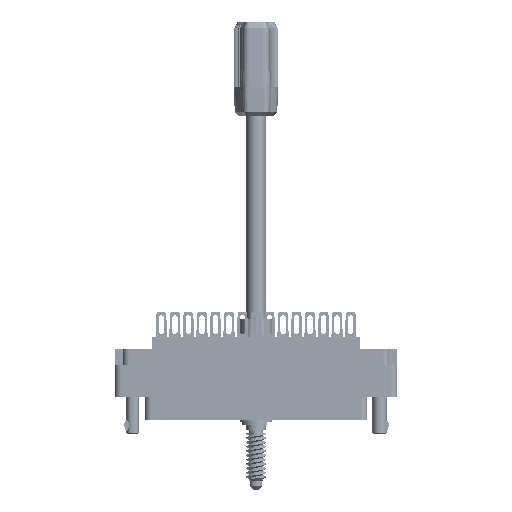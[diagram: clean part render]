
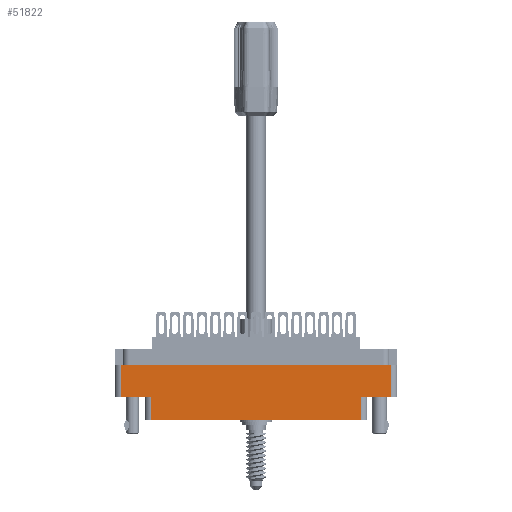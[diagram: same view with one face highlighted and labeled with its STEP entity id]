
A CAD part, front view. The second image highlights one B-rep face of the part: STEP entity #51822.
In plain terms, the highlighted planar face has unit normal (0, -1, 0).
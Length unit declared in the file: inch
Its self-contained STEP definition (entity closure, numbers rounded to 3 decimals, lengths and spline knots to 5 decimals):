
#1806 = DIRECTION ( 'NONE',  ( 0., 0., -1. ) ) ;
#3487 = ORIENTED_EDGE ( 'NONE', *, *, #80540, .F. ) ;
#4318 = AXIS2_PLACEMENT_3D ( 'NONE', #45580, #23866, #1806 ) ;
#4600 = DIRECTION ( 'NONE',  ( 1., 0., 0. ) ) ;
#5654 = LINE ( 'NONE', #8367, #68427 ) ;
#7375 = VERTEX_POINT ( 'NONE', #43537 ) ;
#7447 = ORIENTED_EDGE ( 'NONE', *, *, #46641, .F. ) ;
#8367 = CARTESIAN_POINT ( 'NONE',  ( -1.359, -0.617, -0.798 ) ) ;
#8885 = VECTOR ( 'NONE', #50917, 39.37008 ) ;
#9183 = CARTESIAN_POINT ( 'NONE',  ( -1.006, -0.617, -0.578 ) ) ;
#11397 = CARTESIAN_POINT ( 'NONE',  ( 1.006, -0.617, -0.798 ) ) ;
#12899 = VERTEX_POINT ( 'NONE', #78025 ) ;
#13916 = EDGE_CURVE ( 'NONE', #46683, #30497, #87014, .T. ) ;
#14753 = VECTOR ( 'NONE', #4600, 39.37008 ) ;
#15396 = DIRECTION ( 'NONE',  ( 1., 0., 0. ) ) ;
#15957 = EDGE_CURVE ( 'NONE', #12899, #32510, #85684, .T. ) ;
#19018 = CARTESIAN_POINT ( 'NONE',  ( -1.297, -0.617, -0.578 ) ) ;
#20429 = VECTOR ( 'NONE', #42522, 39.37008 ) ;
#22811 = VECTOR ( 'NONE', #28515, 39.37008 ) ;
#23694 = EDGE_CURVE ( 'NONE', #25126, #7375, #25925, .T. ) ;
#23866 = DIRECTION ( 'NONE',  ( 0., -1., 0. ) ) ;
#23903 = LINE ( 'NONE', #80185, #59376 ) ;
#25126 = VERTEX_POINT ( 'NONE', #11397 ) ;
#25925 = LINE ( 'NONE', #43924, #8885 ) ;
#28515 = DIRECTION ( 'NONE',  ( 0., 0., 1. ) ) ;
#30497 = VERTEX_POINT ( 'NONE', #35815 ) ;
#32309 = CARTESIAN_POINT ( 'NONE',  ( -1.006, -0.617, -0.798 ) ) ;
#32510 = VERTEX_POINT ( 'NONE', #65140 ) ;
#34317 = ORIENTED_EDGE ( 'NONE', *, *, #13916, .T. ) ;
#35815 = CARTESIAN_POINT ( 'NONE',  ( -1.006, -0.617, -0.798 ) ) ;
#40027 = FACE_OUTER_BOUND ( 'NONE', #57723, .T. ) ;
#40953 = ORIENTED_EDGE ( 'NONE', *, *, #44806, .T. ) ;
#42522 = DIRECTION ( 'NONE',  ( 1., 0., 0. ) ) ;
#43476 = ORIENTED_EDGE ( 'NONE', *, *, #73046, .T. ) ;
#43537 = CARTESIAN_POINT ( 'NONE',  ( 1.006, -0.617, -0.578 ) ) ;
#43924 = CARTESIAN_POINT ( 'NONE',  ( 1.006, -0.617, -0.578 ) ) ;
#44806 = EDGE_CURVE ( 'NONE', #30497, #25126, #5654, .T. ) ;
#45580 = CARTESIAN_POINT ( 'NONE',  ( -1.359, -0.617, -0.798 ) ) ;
#46641 = EDGE_CURVE ( 'NONE', #12899, #7375, #53316, .T. ) ;
#46683 = VERTEX_POINT ( 'NONE', #9183 ) ;
#48162 = ORIENTED_EDGE ( 'NONE', *, *, #62816, .T. ) ;
#48323 = CARTESIAN_POINT ( 'NONE',  ( 0., -0.617, -0.274 ) ) ;
#50917 = DIRECTION ( 'NONE',  ( 0., 0., 1. ) ) ;
#51822 = ADVANCED_FACE ( 'NONE', ( #40027 ), #60269, .T. ) ;
#53316 = LINE ( 'NONE', #60580, #59025 ) ;
#54935 = DIRECTION ( 'NONE',  ( 0., 0., -1. ) ) ;
#57723 = EDGE_LOOP ( 'NONE', ( #43476, #34317, #40953, #73075, #7447, #66024, #3487, #48162 ) ) ;
#58454 = DIRECTION ( 'NONE',  ( 0., 0., -1. ) ) ;
#59025 = VECTOR ( 'NONE', #67535, 39.37008 ) ;
#59376 = VECTOR ( 'NONE', #58454, 39.37008 ) ;
#60269 = PLANE ( 'NONE',  #4318 ) ;
#60580 = CARTESIAN_POINT ( 'NONE',  ( 0., -0.617, -0.578 ) ) ;
#62816 = EDGE_CURVE ( 'NONE', #76488, #82619, #23903, .T. ) ;
#64837 = CARTESIAN_POINT ( 'NONE',  ( 1.297, -0.617, -0.798 ) ) ;
#65140 = CARTESIAN_POINT ( 'NONE',  ( 1.297, -0.617, -0.274 ) ) ;
#66024 = ORIENTED_EDGE ( 'NONE', *, *, #15957, .T. ) ;
#67535 = DIRECTION ( 'NONE',  ( -1., 0., 0. ) ) ;
#68427 = VECTOR ( 'NONE', #15396, 39.37008 ) ;
#72148 = VECTOR ( 'NONE', #54935, 39.37008 ) ;
#73046 = EDGE_CURVE ( 'NONE', #82619, #46683, #77557, .T. ) ;
#73075 = ORIENTED_EDGE ( 'NONE', *, *, #23694, .T. ) ;
#73792 = CARTESIAN_POINT ( 'NONE',  ( -1.297, -0.617, -0.274 ) ) ;
#76488 = VERTEX_POINT ( 'NONE', #73792 ) ;
#77557 = LINE ( 'NONE', #79194, #20429 ) ;
#78025 = CARTESIAN_POINT ( 'NONE',  ( 1.297, -0.617, -0.578 ) ) ;
#79194 = CARTESIAN_POINT ( 'NONE',  ( 0., -0.617, -0.578 ) ) ;
#80185 = CARTESIAN_POINT ( 'NONE',  ( -1.297, -0.617, -0.798 ) ) ;
#80540 = EDGE_CURVE ( 'NONE', #76488, #32510, #84372, .T. ) ;
#82619 = VERTEX_POINT ( 'NONE', #19018 ) ;
#84372 = LINE ( 'NONE', #48323, #14753 ) ;
#85684 = LINE ( 'NONE', #64837, #22811 ) ;
#87014 = LINE ( 'NONE', #32309, #72148 ) ;
